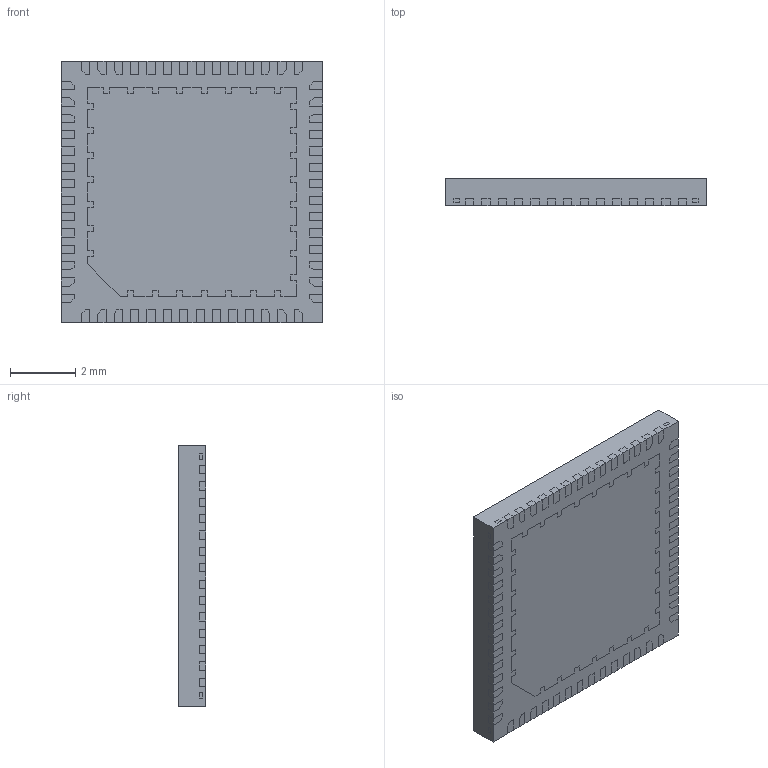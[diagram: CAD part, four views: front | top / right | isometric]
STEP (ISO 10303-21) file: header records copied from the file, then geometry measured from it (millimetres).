
FILE_DESCRIPTION (( 'STEP AP214' ), '1' );
FILE_NAME ('8x8_56_5.STEP', '2013-08-19T15:17:35', ( 'sw2011vm-Admin' ), ( '' ), 'SwSTEP 2.0', 'SolidWorks 2012', '' );
FILE_SCHEMA (( 'AUTOMOTIVE_DESIGN' ));
Length unit declared in the file: millimetre
Products named in the file (3): 235-00196-A-qfn-8x8-8x8-8x8_Copper; 235-00196-A-qfn-8x8-8x8-8x8_Package; 8x8_56_5
Assembly tree (2 placements, depth 2):
  8x8_56_5
    235-00196-A-qfn-8x8-8x8-8x8_Package
    235-00196-A-qfn-8x8-8x8-8x8_Copper
Bounding box: 8 x 0.84 x 8 mm (x, y, z)
Volume: 18.6 mm3; surface area: 432.3 mm2
Topology: 172 solids, 172 shells, 2947 faces, 8017 edges, 5294 vertices
Faces by surface type: plane 2947
Entity records: 102007 total; most frequent: CARTESIAN_POINT 16263, ORIENTED_EDGE 16034, DIRECTION 13921, VECTOR 8017, LINE 8017, EDGE_CURVE 8017, VERTEX_POINT 5294, EDGE_LOOP 2957
